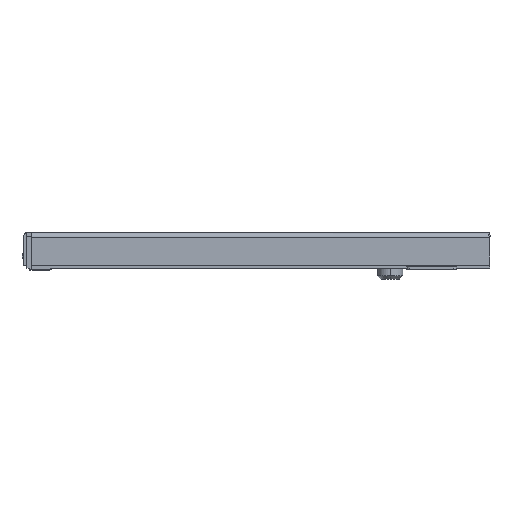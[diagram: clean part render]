
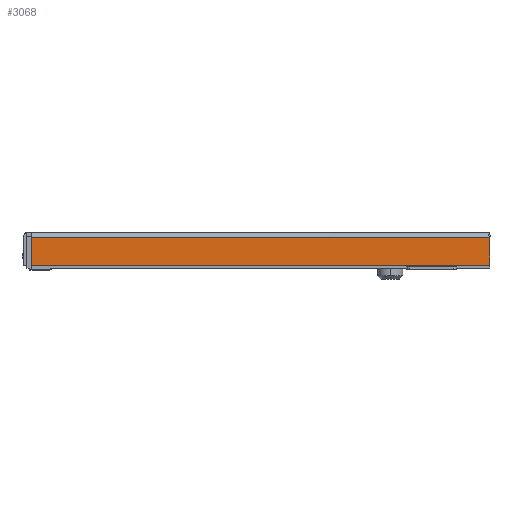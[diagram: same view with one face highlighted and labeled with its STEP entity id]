
A CAD part, left-side view. The second image highlights one B-rep face of the part: STEP entity #3068.
In plain terms, the highlighted planar face has unit normal (-1, 0, 0).
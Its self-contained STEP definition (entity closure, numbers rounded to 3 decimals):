
#1554=VERTEX_POINT('',#4511);
#2426=EDGE_CURVE('',#3846,#1554,#5459,.T.);
#2740=EDGE_CURVE('',#3000,#1554,#5802,.T.);
#3000=VERTEX_POINT('',#6083);
#3068=ADVANCED_FACE('',(#6159),#6160,.T.);
#3328=EDGE_CURVE('',#4004,#3000,#6450,.T.);
#3846=VERTEX_POINT('',#7024);
#4004=VERTEX_POINT('',#7192);
#4036=EDGE_CURVE('',#4004,#3846,#7226,.T.);
#4511=CARTESIAN_POINT('',(-9.423,0.0,1.9));
#5459=LINE('',#9123,#9124);
#5802=LINE('',#9624,#9625);
#6083=CARTESIAN_POINT('',(-9.423,27.55,1.9));
#6159=FACE_OUTER_BOUND('',#10132,.T.);
#6160=PLANE('',#10133);
#6450=LINE('',#10545,#10546);
#7024=CARTESIAN_POINT('',(-9.423,0.0,0.25));
#7192=CARTESIAN_POINT('',(-9.423,27.55,0.25));
#7226=LINE('',#11635,#11636);
#9123=CARTESIAN_POINT('',(-9.423,0.0,1.9));
#9124=VECTOR('',#13303,1.0);
#9624=CARTESIAN_POINT('',(-9.423,28.15,1.9));
#9625=VECTOR('',#13638,1.0);
#10132=EDGE_LOOP('',(#14028,#14029,#14030,#14031));
#10133=AXIS2_PLACEMENT_3D('',#14032,#14033,#14034);
#10545=CARTESIAN_POINT('',(-9.423,27.55,0.125));
#10546=VECTOR('',#14343,1.0);
#11635=CARTESIAN_POINT('',(-9.423,28.15,0.25));
#11636=VECTOR('',#15172,1.0);
#13303=DIRECTION('',(0.0,0.,1.0));
#13638=DIRECTION('',(0.0,-1.0,0.));
#14028=ORIENTED_EDGE('',*,*,#3328,.F.);
#14029=ORIENTED_EDGE('',*,*,#4036,.T.);
#14030=ORIENTED_EDGE('',*,*,#2426,.T.);
#14031=ORIENTED_EDGE('',*,*,#2740,.F.);
#14032=CARTESIAN_POINT('',(-9.423,28.15,0.25));
#14033=DIRECTION('',(-1.0,0.0,0.0));
#14034=DIRECTION('',(0.0,0.,-1.0));
#14343=DIRECTION('',(0.0,0.0,1.0));
#15172=DIRECTION('',(0.0,-1.0,0.));
